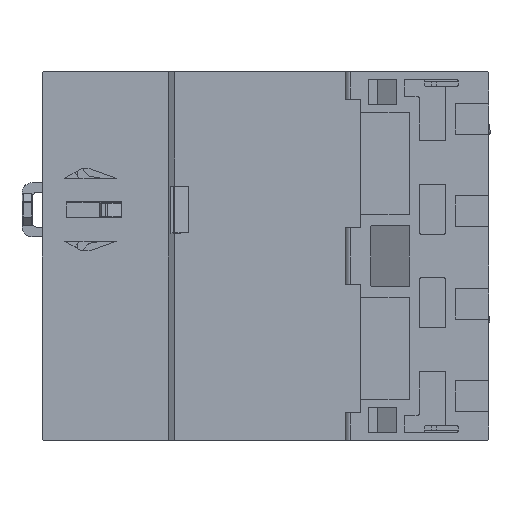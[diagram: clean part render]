
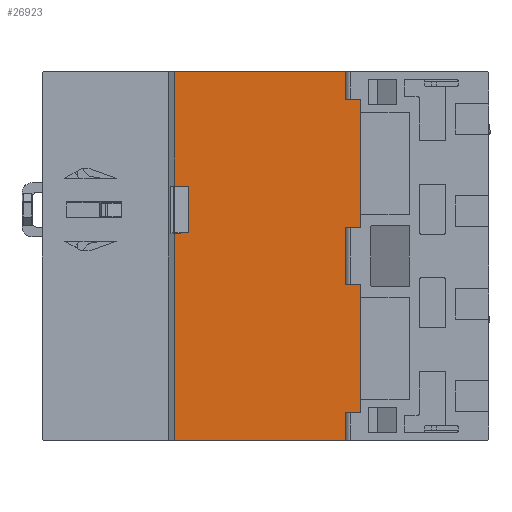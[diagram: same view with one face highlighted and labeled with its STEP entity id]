
A CAD part, front view. The second image highlights one B-rep face of the part: STEP entity #26923.
In plain terms, the highlighted planar face has unit normal (0, -1, 0).
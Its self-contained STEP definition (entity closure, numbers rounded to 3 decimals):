
#281 = DIRECTION ( 'NONE',  ( -1., 0., 0. ) ) ;
#1091 = VECTOR ( 'NONE', #17082, 1000. ) ;
#1813 = EDGE_CURVE ( 'NONE', #29885, #7703, #15615, .T. ) ;
#3059 = EDGE_CURVE ( 'NONE', #19208, #20686, #5373, .T. ) ;
#3081 = CARTESIAN_POINT ( 'NONE',  ( -17.5, 6.9, 4.4 ) ) ;
#3309 = VERTEX_POINT ( 'NONE', #21564 ) ;
#3317 = EDGE_CURVE ( 'NONE', #18213, #29885, #31767, .T. ) ;
#3434 = CARTESIAN_POINT ( 'NONE',  ( -18.71, 6.9, -94.239 ) ) ;
#4538 = DIRECTION ( 'NONE',  ( 1., 0., 0. ) ) ;
#4741 = LINE ( 'NONE', #32151, #12319 ) ;
#5016 = VERTEX_POINT ( 'NONE', #38684 ) ;
#5229 = EDGE_CURVE ( 'NONE', #3309, #35706, #40815, .T. ) ;
#5322 = VERTEX_POINT ( 'NONE', #27202 ) ;
#5373 = LINE ( 'NONE', #28382, #38912 ) ;
#5926 = EDGE_CURVE ( 'NONE', #10794, #20686, #4741, .T. ) ;
#6775 = VECTOR ( 'NONE', #28373, 1000. ) ;
#6825 = CARTESIAN_POINT ( 'NONE',  ( -0.605, 6.9, 13.6 ) ) ;
#7046 = CARTESIAN_POINT ( 'NONE',  ( 14.5, 6.9, 35.9 ) ) ;
#7061 = CARTESIAN_POINT ( 'NONE',  ( 16.3, 6.9, -31. ) ) ;
#7188 = CARTESIAN_POINT ( 'NONE',  ( -18.71, 6.9, -94.239 ) ) ;
#7352 = VERTEX_POINT ( 'NONE', #29795 ) ;
#7703 = VERTEX_POINT ( 'NONE', #12004 ) ;
#7795 = VERTEX_POINT ( 'NONE', #3081 ) ;
#8051 = VERTEX_POINT ( 'NONE', #27324 ) ;
#8205 = ORIENTED_EDGE ( 'NONE', *, *, #34299, .F. ) ;
#8667 = LINE ( 'NONE', #36594, #1091 ) ;
#8705 = ORIENTED_EDGE ( 'NONE', *, *, #35261, .F. ) ;
#8797 = LINE ( 'NONE', #20715, #34775 ) ;
#8878 = DIRECTION ( 'NONE',  ( 1., 0., 0. ) ) ;
#8897 = CARTESIAN_POINT ( 'NONE',  ( -1., 6.9, -35.9 ) ) ;
#9880 = EDGE_CURVE ( 'NONE', #7703, #19208, #33919, .T. ) ;
#9978 = LINE ( 'NONE', #6825, #35946 ) ;
#10273 = ORIENTED_EDGE ( 'NONE', *, *, #29186, .F. ) ;
#10633 = VECTOR ( 'NONE', #36959, 1000. ) ;
#10775 = ORIENTED_EDGE ( 'NONE', *, *, #9880, .F. ) ;
#10794 = VERTEX_POINT ( 'NONE', #11269 ) ;
#11027 = ORIENTED_EDGE ( 'NONE', *, *, #25484, .T. ) ;
#11269 = CARTESIAN_POINT ( 'NONE',  ( 17.5, 6.9, -35.9 ) ) ;
#11303 = EDGE_LOOP ( 'NONE', ( #11821, #20250, #15419, #36438, #32895, #10775, #27274, #23797, #8205, #18022, #17127, #20148, #8705, #10273, #11027, #33201 ) ) ;
#11643 = LINE ( 'NONE', #23853, #10633 ) ;
#11821 = ORIENTED_EDGE ( 'NONE', *, *, #19383, .F. ) ;
#12004 = CARTESIAN_POINT ( 'NONE',  ( 16.3, 6.9, 31. ) ) ;
#12319 = VECTOR ( 'NONE', #35445, 1000. ) ;
#13155 = VECTOR ( 'NONE', #39126, 1000. ) ;
#13316 = DIRECTION ( 'NONE',  ( 0., 1., 0. ) ) ;
#13555 = VECTOR ( 'NONE', #40096, 1000. ) ;
#14070 = CARTESIAN_POINT ( 'NONE',  ( 14.5, 6.9, -94.239 ) ) ;
#14722 = VERTEX_POINT ( 'NONE', #16093 ) ;
#14880 = CARTESIAN_POINT ( 'NONE',  ( -17.5, 6.9, -94.239 ) ) ;
#15344 = EDGE_CURVE ( 'NONE', #14722, #3309, #9978, .T. ) ;
#15419 = ORIENTED_EDGE ( 'NONE', *, *, #39257, .T. ) ;
#15588 = VECTOR ( 'NONE', #23468, 1000. ) ;
#15615 = LINE ( 'NONE', #18581, #40538 ) ;
#15874 = VECTOR ( 'NONE', #33194, 1000. ) ;
#16093 = CARTESIAN_POINT ( 'NONE',  ( -17.5, 6.9, 13.6 ) ) ;
#16096 = VERTEX_POINT ( 'NONE', #38580 ) ;
#16437 = LINE ( 'NONE', #8897, #6775 ) ;
#16924 = CARTESIAN_POINT ( 'NONE',  ( 16.3, 6.9, -94.239 ) ) ;
#17082 = DIRECTION ( 'NONE',  ( -1., 0., 0. ) ) ;
#17127 = ORIENTED_EDGE ( 'NONE', *, *, #15344, .F. ) ;
#17146 = LINE ( 'NONE', #14880, #42072 ) ;
#18022 = ORIENTED_EDGE ( 'NONE', *, *, #5229, .F. ) ;
#18133 = DIRECTION ( 'NONE',  ( 0., 0., 1. ) ) ;
#18213 = VERTEX_POINT ( 'NONE', #7046 ) ;
#18581 = CARTESIAN_POINT ( 'NONE',  ( -0.605, 6.9, 31. ) ) ;
#19208 = VERTEX_POINT ( 'NONE', #24800 ) ;
#19383 = EDGE_CURVE ( 'NONE', #39378, #16096, #8667, .T. ) ;
#19597 = CARTESIAN_POINT ( 'NONE',  ( -18.71, 6.9, 35.9 ) ) ;
#20148 = ORIENTED_EDGE ( 'NONE', *, *, #27211, .F. ) ;
#20250 = ORIENTED_EDGE ( 'NONE', *, *, #23313, .F. ) ;
#20686 = VERTEX_POINT ( 'NONE', #35455 ) ;
#20715 = CARTESIAN_POINT ( 'NONE',  ( -1., 6.9, -35.9 ) ) ;
#20955 = AXIS2_PLACEMENT_3D ( 'NONE', #39206, #13316, #36086 ) ;
#21564 = CARTESIAN_POINT ( 'NONE',  ( -18.71, 6.9, 13.6 ) ) ;
#22112 = VECTOR ( 'NONE', #29403, 1000. ) ;
#23124 = LINE ( 'NONE', #3434, #22112 ) ;
#23313 = EDGE_CURVE ( 'NONE', #5322, #39378, #41541, .T. ) ;
#23430 = EDGE_CURVE ( 'NONE', #16096, #7352, #38481, .T. ) ;
#23468 = DIRECTION ( 'NONE',  ( 0., 0., 1. ) ) ;
#23797 = ORIENTED_EDGE ( 'NONE', *, *, #3317, .F. ) ;
#23853 = CARTESIAN_POINT ( 'NONE',  ( -1., 6.9, 35.9 ) ) ;
#24800 = CARTESIAN_POINT ( 'NONE',  ( 16.3, 6.9, 35.9 ) ) ;
#25094 = DIRECTION ( 'NONE',  ( 0., 0., 1. ) ) ;
#25279 = VECTOR ( 'NONE', #25094, 1000. ) ;
#25484 = EDGE_CURVE ( 'NONE', #5016, #7352, #8797, .T. ) ;
#26517 = DIRECTION ( 'NONE',  ( 0., 0., -1. ) ) ;
#26923 = ADVANCED_FACE ( 'NONE', ( #28344 ), #32794, .F. ) ;
#27202 = CARTESIAN_POINT ( 'NONE',  ( 16.3, 6.9, -35.9 ) ) ;
#27211 = EDGE_CURVE ( 'NONE', #7795, #14722, #17146, .T. ) ;
#27274 = ORIENTED_EDGE ( 'NONE', *, *, #1813, .F. ) ;
#27324 = CARTESIAN_POINT ( 'NONE',  ( -18.71, 6.9, 4.4 ) ) ;
#28344 = FACE_OUTER_BOUND ( 'NONE', #11303, .T. ) ;
#28373 = DIRECTION ( 'NONE',  ( 1., 0., 0. ) ) ;
#28382 = CARTESIAN_POINT ( 'NONE',  ( -0.605, 6.9, 35.9 ) ) ;
#28510 = DIRECTION ( 'NONE',  ( 1., 0., 0. ) ) ;
#29186 = EDGE_CURVE ( 'NONE', #5016, #8051, #23124, .T. ) ;
#29267 = CARTESIAN_POINT ( 'NONE',  ( -0.605, 6.9, 4.4 ) ) ;
#29403 = DIRECTION ( 'NONE',  ( 0., 0., 1. ) ) ;
#29795 = CARTESIAN_POINT ( 'NONE',  ( 14.5, 6.9, -35.9 ) ) ;
#29885 = VERTEX_POINT ( 'NONE', #29931 ) ;
#29931 = CARTESIAN_POINT ( 'NONE',  ( 14.5, 6.9, 31. ) ) ;
#30745 = VECTOR ( 'NONE', #26517, 1000. ) ;
#31767 = LINE ( 'NONE', #41032, #30745 ) ;
#32151 = CARTESIAN_POINT ( 'NONE',  ( 17.5, 6.9, -94.239 ) ) ;
#32794 = PLANE ( 'NONE',  #20955 ) ;
#32895 = ORIENTED_EDGE ( 'NONE', *, *, #3059, .F. ) ;
#33194 = DIRECTION ( 'NONE',  ( 0., 0., 1. ) ) ;
#33201 = ORIENTED_EDGE ( 'NONE', *, *, #23430, .F. ) ;
#33919 = LINE ( 'NONE', #34759, #25279 ) ;
#34299 = EDGE_CURVE ( 'NONE', #35706, #18213, #11643, .T. ) ;
#34759 = CARTESIAN_POINT ( 'NONE',  ( 16.3, 6.9, 35.9 ) ) ;
#34775 = VECTOR ( 'NONE', #4538, 1000. ) ;
#35261 = EDGE_CURVE ( 'NONE', #8051, #7795, #39118, .T. ) ;
#35445 = DIRECTION ( 'NONE',  ( 0., 0., 1. ) ) ;
#35455 = CARTESIAN_POINT ( 'NONE',  ( 17.5, 6.9, 35.9 ) ) ;
#35706 = VERTEX_POINT ( 'NONE', #19597 ) ;
#35946 = VECTOR ( 'NONE', #281, 1000. ) ;
#36086 = DIRECTION ( 'NONE',  ( 0., 0., 1. ) ) ;
#36438 = ORIENTED_EDGE ( 'NONE', *, *, #5926, .T. ) ;
#36594 = CARTESIAN_POINT ( 'NONE',  ( -0.605, 6.9, -31. ) ) ;
#36959 = DIRECTION ( 'NONE',  ( 1., 0., 0. ) ) ;
#38481 = LINE ( 'NONE', #14070, #13555 ) ;
#38580 = CARTESIAN_POINT ( 'NONE',  ( 14.5, 6.9, -31. ) ) ;
#38684 = CARTESIAN_POINT ( 'NONE',  ( -18.71, 6.9, -35.9 ) ) ;
#38912 = VECTOR ( 'NONE', #28510, 1000. ) ;
#39118 = LINE ( 'NONE', #29267, #13155 ) ;
#39126 = DIRECTION ( 'NONE',  ( 1., 0., 0. ) ) ;
#39206 = CARTESIAN_POINT ( 'NONE',  ( -0.605, 6.9, -94.239 ) ) ;
#39257 = EDGE_CURVE ( 'NONE', #5322, #10794, #16437, .T. ) ;
#39378 = VERTEX_POINT ( 'NONE', #7061 ) ;
#40096 = DIRECTION ( 'NONE',  ( 0., 0., -1. ) ) ;
#40538 = VECTOR ( 'NONE', #8878, 1000. ) ;
#40815 = LINE ( 'NONE', #7188, #15874 ) ;
#41032 = CARTESIAN_POINT ( 'NONE',  ( 14.5, 6.9, 35.9 ) ) ;
#41541 = LINE ( 'NONE', #16924, #15588 ) ;
#42072 = VECTOR ( 'NONE', #18133, 1000. ) ;
